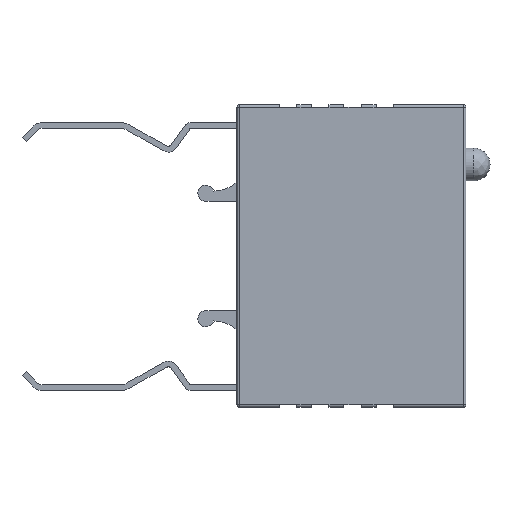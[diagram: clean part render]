
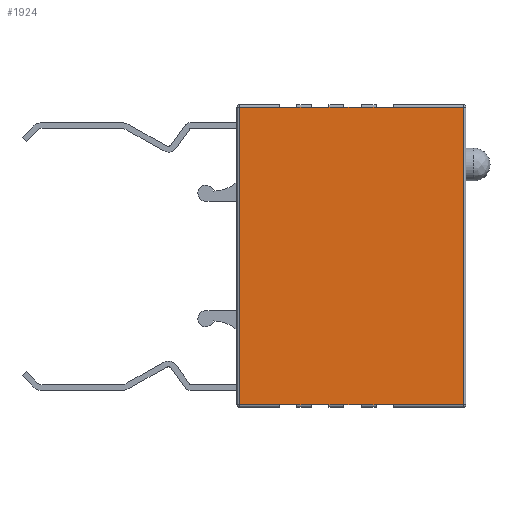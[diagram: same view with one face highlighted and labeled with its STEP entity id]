
A CAD part, front view. The second image highlights one B-rep face of the part: STEP entity #1924.
In plain terms, the highlighted planar face has unit normal (0, -1, 0).
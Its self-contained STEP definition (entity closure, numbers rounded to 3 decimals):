
#1=DIRECTION('',(1.,0.,0.));
#2=VECTOR('',#1,1.3);
#3=CARTESIAN_POINT('',(-9.1,0.,-26.1));
#4=LINE('',#3,#2);
#5=DIRECTION('',(1.,0.,0.));
#6=VECTOR('',#5,1.5);
#7=CARTESIAN_POINT('',(-10.6,0.,-26.1));
#8=LINE('',#7,#6);
#9=DIRECTION('',(1.,0.,0.));
#10=VECTOR('',#9,1.3);
#11=CARTESIAN_POINT('',(-11.9,0.,-26.1));
#12=LINE('',#11,#10);
#13=DIRECTION('',(1.,0.,0.));
#14=VECTOR('',#13,1.5);
#15=CARTESIAN_POINT('',(-13.4,0.,-26.1));
#16=LINE('',#15,#14);
#17=DIRECTION('',(1.,0.,0.));
#18=VECTOR('',#17,1.3);
#19=CARTESIAN_POINT('',(-14.7,0.,-26.1));
#20=LINE('',#19,#18);
#21=DIRECTION('',(1.,0.,0.));
#22=VECTOR('',#21,1.5);
#23=CARTESIAN_POINT('',(-16.2,0.,-26.1));
#24=LINE('',#23,#22);
#25=DIRECTION('',(1.,0.,0.));
#26=VECTOR('',#25,3.5);
#27=CARTESIAN_POINT('',(-19.7,0.,-26.1));
#28=LINE('',#27,#26);
#29=DIRECTION('',(0.,0.,1.));
#30=VECTOR('',#29,25.9);
#31=CARTESIAN_POINT('',(-19.7,0.,-26.1));
#32=LINE('',#31,#30);
#33=DIRECTION('',(-1.,0.,0.));
#34=VECTOR('',#33,3.5);
#35=CARTESIAN_POINT('',(-16.2,0.,-0.2));
#36=LINE('',#35,#34);
#37=DIRECTION('',(-1.,0.,0.));
#38=VECTOR('',#37,1.5);
#39=CARTESIAN_POINT('',(-14.7,0.,-0.2));
#40=LINE('',#39,#38);
#41=DIRECTION('',(-1.,0.,0.));
#42=VECTOR('',#41,1.3);
#43=CARTESIAN_POINT('',(-13.4,0.,-0.2));
#44=LINE('',#43,#42);
#45=DIRECTION('',(-1.,0.,0.));
#46=VECTOR('',#45,1.5);
#47=CARTESIAN_POINT('',(-11.9,0.,-0.2));
#48=LINE('',#47,#46);
#49=DIRECTION('',(-1.,0.,0.));
#50=VECTOR('',#49,1.3);
#51=CARTESIAN_POINT('',(-10.6,0.,-0.2));
#52=LINE('',#51,#50);
#53=DIRECTION('',(-1.,0.,0.));
#54=VECTOR('',#53,1.5);
#55=CARTESIAN_POINT('',(-9.1,0.,-0.2));
#56=LINE('',#55,#54);
#57=DIRECTION('',(-1.,0.,0.));
#58=VECTOR('',#57,1.3);
#59=CARTESIAN_POINT('',(-7.8,0.,-0.2));
#60=LINE('',#59,#58);
#61=DIRECTION('',(-1.,0.,0.));
#62=VECTOR('',#61,1.5);
#63=CARTESIAN_POINT('',(-6.3,0.,-0.2));
#64=LINE('',#63,#62);
#65=DIRECTION('',(-1.,0.,0.));
#66=VECTOR('',#65,6.1);
#67=CARTESIAN_POINT('',(-0.2,0.,-0.2));
#68=LINE('',#67,#66);
#69=DIRECTION('',(0.,0.,1.));
#70=VECTOR('',#69,25.9);
#71=CARTESIAN_POINT('',(-0.2,0.,-26.1));
#72=LINE('',#71,#70);
#73=DIRECTION('',(1.,0.,0.));
#74=VECTOR('',#73,6.1);
#75=CARTESIAN_POINT('',(-6.3,0.,-26.1));
#76=LINE('',#75,#74);
#77=DIRECTION('',(1.,0.,0.));
#78=VECTOR('',#77,1.5);
#79=CARTESIAN_POINT('',(-7.8,0.,-26.1));
#80=LINE('',#79,#78);
#1677=CARTESIAN_POINT('',(-7.8,0.,-26.1));
#1679=VERTEX_POINT('',#1677);
#1683=CARTESIAN_POINT('',(-9.1,0.,-26.1));
#1684=VERTEX_POINT('',#1683);
#1685=CARTESIAN_POINT('',(-10.6,0.,-26.1));
#1687=VERTEX_POINT('',#1685);
#1691=CARTESIAN_POINT('',(-11.9,0.,-26.1));
#1692=VERTEX_POINT('',#1691);
#1709=CARTESIAN_POINT('',(-13.4,0.,-26.1));
#1711=VERTEX_POINT('',#1709);
#1715=CARTESIAN_POINT('',(-14.7,0.,-26.1));
#1716=VERTEX_POINT('',#1715);
#1749=CARTESIAN_POINT('',(-16.2,0.,-26.1));
#1751=VERTEX_POINT('',#1749);
#1755=CARTESIAN_POINT('',(-19.7,0.,-26.1));
#1756=VERTEX_POINT('',#1755);
#1757=CARTESIAN_POINT('',(-19.7,0.,-0.2));
#1758=VERTEX_POINT('',#1757);
#1778=CARTESIAN_POINT('',(-16.2,0.,-0.2));
#1780=VERTEX_POINT('',#1778);
#1781=CARTESIAN_POINT('',(-14.7,0.,-0.2));
#1783=VERTEX_POINT('',#1781);
#1787=CARTESIAN_POINT('',(-13.4,0.,-0.2));
#1788=VERTEX_POINT('',#1787);
#1789=CARTESIAN_POINT('',(-11.9,0.,-0.2));
#1791=VERTEX_POINT('',#1789);
#1795=CARTESIAN_POINT('',(-10.6,0.,-0.2));
#1796=VERTEX_POINT('',#1795);
#1797=CARTESIAN_POINT('',(-9.1,0.,-0.2));
#1799=VERTEX_POINT('',#1797);
#1803=CARTESIAN_POINT('',(-7.8,0.,-0.2));
#1804=VERTEX_POINT('',#1803);
#1805=CARTESIAN_POINT('',(-6.3,0.,-0.2));
#1807=VERTEX_POINT('',#1805);
#1811=CARTESIAN_POINT('',(-0.2,0.,-0.2));
#1812=VERTEX_POINT('',#1811);
#1840=CARTESIAN_POINT('',(-6.3,0.,-26.1));
#1842=VERTEX_POINT('',#1840);
#1843=CARTESIAN_POINT('',(-0.2,0.,-26.1));
#1844=VERTEX_POINT('',#1843);
#1877=CARTESIAN_POINT('',(0.,0.,0.));
#1878=DIRECTION('',(0.,1.,0.));
#1879=DIRECTION('',(1.,0.,0.));
#1880=AXIS2_PLACEMENT_3D('',#1877,#1878,#1879);
#1881=PLANE('',#1880);
#1883=ORIENTED_EDGE('',*,*,#1882,.F.);
#1885=ORIENTED_EDGE('',*,*,#1884,.F.);
#1887=ORIENTED_EDGE('',*,*,#1886,.F.);
#1889=ORIENTED_EDGE('',*,*,#1888,.F.);
#1891=ORIENTED_EDGE('',*,*,#1890,.F.);
#1893=ORIENTED_EDGE('',*,*,#1892,.F.);
#1895=ORIENTED_EDGE('',*,*,#1894,.F.);
#1897=ORIENTED_EDGE('',*,*,#1896,.T.);
#1899=ORIENTED_EDGE('',*,*,#1898,.F.);
#1901=ORIENTED_EDGE('',*,*,#1900,.F.);
#1903=ORIENTED_EDGE('',*,*,#1902,.F.);
#1905=ORIENTED_EDGE('',*,*,#1904,.F.);
#1907=ORIENTED_EDGE('',*,*,#1906,.F.);
#1909=ORIENTED_EDGE('',*,*,#1908,.F.);
#1911=ORIENTED_EDGE('',*,*,#1910,.F.);
#1913=ORIENTED_EDGE('',*,*,#1912,.F.);
#1915=ORIENTED_EDGE('',*,*,#1914,.F.);
#1917=ORIENTED_EDGE('',*,*,#1916,.F.);
#1919=ORIENTED_EDGE('',*,*,#1918,.F.);
#1921=ORIENTED_EDGE('',*,*,#1920,.F.);
#1922=EDGE_LOOP('',(#1883,#1885,#1887,#1889,#1891,#1893,#1895,#1897,#1899,#1901,
#1903,#1905,#1907,#1909,#1911,#1913,#1915,#1917,#1919,#1921));
#1923=FACE_OUTER_BOUND('',#1922,.F.);
#1924=ADVANCED_FACE('',(#1923),#1881,.F.);
#1882=EDGE_CURVE('',#1684,#1679,#4,.T.);
#1884=EDGE_CURVE('',#1687,#1684,#8,.T.);
#1886=EDGE_CURVE('',#1692,#1687,#12,.T.);
#1888=EDGE_CURVE('',#1711,#1692,#16,.T.);
#1890=EDGE_CURVE('',#1716,#1711,#20,.T.);
#1892=EDGE_CURVE('',#1751,#1716,#24,.T.);
#1894=EDGE_CURVE('',#1756,#1751,#28,.T.);
#1896=EDGE_CURVE('',#1756,#1758,#32,.T.);
#1898=EDGE_CURVE('',#1780,#1758,#36,.T.);
#1900=EDGE_CURVE('',#1783,#1780,#40,.T.);
#1902=EDGE_CURVE('',#1788,#1783,#44,.T.);
#1904=EDGE_CURVE('',#1791,#1788,#48,.T.);
#1906=EDGE_CURVE('',#1796,#1791,#52,.T.);
#1908=EDGE_CURVE('',#1799,#1796,#56,.T.);
#1910=EDGE_CURVE('',#1804,#1799,#60,.T.);
#1912=EDGE_CURVE('',#1807,#1804,#64,.T.);
#1914=EDGE_CURVE('',#1812,#1807,#68,.T.);
#1916=EDGE_CURVE('',#1844,#1812,#72,.T.);
#1918=EDGE_CURVE('',#1842,#1844,#76,.T.);
#1920=EDGE_CURVE('',#1679,#1842,#80,.T.);
